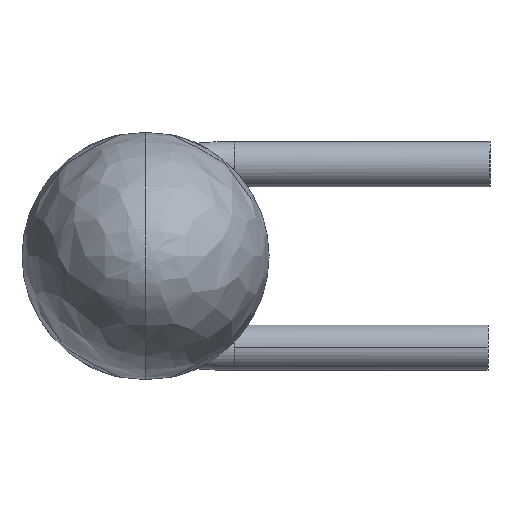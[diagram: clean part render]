
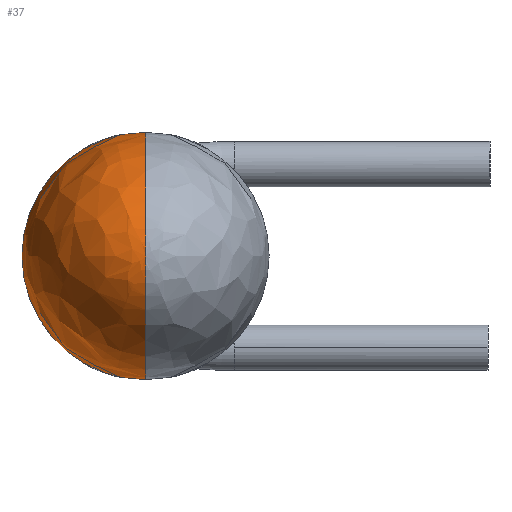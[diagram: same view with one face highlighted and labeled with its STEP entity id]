
A CAD part, left-side view. The second image highlights one B-rep face of the part: STEP entity #37.
In plain terms, the highlighted free-form (B-spline) face has degree [3, 3] with [4, 4] control points.
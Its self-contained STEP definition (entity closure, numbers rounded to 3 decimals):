
#18 = ORIENTED_EDGE ( 'NONE', *, *, #803, .F. ) ;
#24 = AXIS2_PLACEMENT_3D ( 'NONE', #627, #641, #429 ) ;
#31 = CARTESIAN_POINT ( 'NONE',  ( -0.791, 1.74, 0.87 ) ) ;
#37 = ADVANCED_FACE ( 'NONE', ( #736 ), #961, .F. ) ;
#43 = CARTESIAN_POINT ( 'NONE',  ( 0., 0., 0.87 ) ) ;
#101 = CARTESIAN_POINT ( 'NONE',  ( -1.35, 0., 0. ) ) ;
#135 = CARTESIAN_POINT ( 'NONE',  ( -1.35, 0., -0.51 ) ) ;
#151 = ORIENTED_EDGE ( 'NONE', *, *, #662, .T. ) ;
#168 = CARTESIAN_POINT ( 'NONE',  ( -1.35, 0., 0. ) ) ;
#170 = CARTESIAN_POINT ( 'NONE',  ( -1.35, 0., 0. ) ) ;
#172 = CARTESIAN_POINT ( 'NONE',  ( -1.35, 0., 0. ) ) ;
#176 = CARTESIAN_POINT ( 'NONE',  ( -1.35, 0., 0.51 ) ) ;
#179 = CARTESIAN_POINT ( 'NONE',  ( -1.35, 0., 0.51 ) ) ;
#242 = CARTESIAN_POINT ( 'NONE',  ( -0.791, 0., 0.87 ) ) ;
#278 = CARTESIAN_POINT ( 'NONE',  ( 0., 0., -0.87 ) ) ;
#322 = CARTESIAN_POINT ( 'NONE',  ( -1.35, 1.019, 0.51 ) ) ;
#348 = CARTESIAN_POINT ( 'NONE',  ( -1.35, 0., 0. ) ) ;
#403 =( BOUNDED_CURVE ( )  B_SPLINE_CURVE ( 3, ( #278, #790, #135, #348 ),
 .UNSPECIFIED., .F., .T. ) 
 B_SPLINE_CURVE_WITH_KNOTS ( ( 4, 4 ),
 ( 4.712, 6.283 ),
 .UNSPECIFIED. ) 
 CURVE ( )  GEOMETRIC_REPRESENTATION_ITEM ( )  RATIONAL_B_SPLINE_CURVE ( ( 1., 0.805, 0.805, 1. ) ) 
 REPRESENTATION_ITEM ( '' )  );
#429 = DIRECTION ( 'NONE',  ( 0., 0., 1. ) ) ;
#455 = VERTEX_POINT ( 'NONE', #839 ) ;
#458 = CARTESIAN_POINT ( 'NONE',  ( -1.35, 1.019, -0.51 ) ) ;
#472 = CARTESIAN_POINT ( 'NONE',  ( 0., 1.74, -0.87 ) ) ;
#480 = CIRCLE ( 'NONE', #24, 0.87 ) ;
#487 = EDGE_LOOP ( 'NONE', ( #18, #151, #882 ) ) ;
#608 = CARTESIAN_POINT ( 'NONE',  ( -0.791, 0., 0.87 ) ) ;
#627 = CARTESIAN_POINT ( 'NONE',  ( 0., 0., 0. ) ) ;
#641 = DIRECTION ( 'NONE',  ( -1., 0., 0. ) ) ;
#662 = EDGE_CURVE ( 'NONE', #666, #807, #480, .T. ) ;
#664 = CARTESIAN_POINT ( 'NONE',  ( 0., 0., 0.87 ) ) ;
#666 = VERTEX_POINT ( 'NONE', #43 ) ;
#685 = CARTESIAN_POINT ( 'NONE',  ( 0., 0., -0.87 ) ) ;
#691 = CARTESIAN_POINT ( 'NONE',  ( 0., 0., 0.87 ) ) ;
#702 = EDGE_CURVE ( 'NONE', #807, #455, #403, .T. ) ;
#736 = FACE_OUTER_BOUND ( 'NONE', #487, .T. ) ;
#741 =( BOUNDED_CURVE ( )  B_SPLINE_CURVE ( 3, ( #691, #608, #179, #170 ),
 .UNSPECIFIED., .F., .T. ) 
 B_SPLINE_CURVE_WITH_KNOTS ( ( 4, 4 ),
 ( 4.712, 6.283 ),
 .UNSPECIFIED. ) 
 CURVE ( )  GEOMETRIC_REPRESENTATION_ITEM ( )  RATIONAL_B_SPLINE_CURVE ( ( 1., 0.805, 0.805, 1. ) ) 
 REPRESENTATION_ITEM ( '' )  );
#760 = CARTESIAN_POINT ( 'NONE',  ( 0., 1.74, 0.87 ) ) ;
#790 = CARTESIAN_POINT ( 'NONE',  ( -0.791, 0., -0.87 ) ) ;
#803 = EDGE_CURVE ( 'NONE', #666, #455, #741, .T. ) ;
#807 = VERTEX_POINT ( 'NONE', #831 ) ;
#829 = CARTESIAN_POINT ( 'NONE',  ( -0.791, 1.74, -0.87 ) ) ;
#831 = CARTESIAN_POINT ( 'NONE',  ( 0., 0., -0.87 ) ) ;
#832 = CARTESIAN_POINT ( 'NONE',  ( -0.791, 0., -0.87 ) ) ;
#839 = CARTESIAN_POINT ( 'NONE',  ( -1.35, 0., 0. ) ) ;
#845 = CARTESIAN_POINT ( 'NONE',  ( -1.35, 0., 0. ) ) ;
#882 = ORIENTED_EDGE ( 'NONE', *, *, #702, .T. ) ;
#904 = CARTESIAN_POINT ( 'NONE',  ( -1.35, 0., -0.51 ) ) ;
#961 =( BOUNDED_SURFACE ( )  B_SPLINE_SURFACE ( 3, 3, ( 
 ( #664, #760, #472, #685 ),
 ( #242, #31, #829, #832 ),
 ( #176, #322, #458, #904 ),
 ( #172, #845, #101, #168 ) ),
 .UNSPECIFIED., .F., .F., .F. ) 
 B_SPLINE_SURFACE_WITH_KNOTS ( ( 4, 4 ),
 ( 4, 4 ),
 ( 0., 1. ),
 ( 0., 1. ),
 .UNSPECIFIED. ) 
 GEOMETRIC_REPRESENTATION_ITEM ( )  RATIONAL_B_SPLINE_SURFACE ( (
 ( 1., 0.333, 0.333, 1.),
 ( 0.805, 0.268, 0.268, 0.805),
 ( 0.805, 0.268, 0.268, 0.805),
 ( 1., 0.333, 0.333, 1.) ) ) 
 REPRESENTATION_ITEM ( '' )  SURFACE ( )  );
